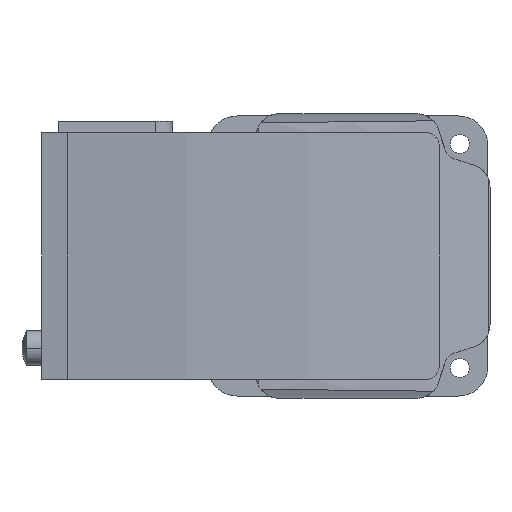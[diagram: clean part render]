
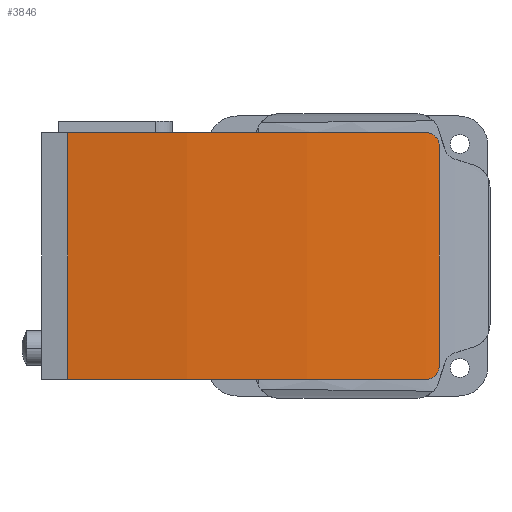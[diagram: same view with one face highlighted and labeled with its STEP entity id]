
A CAD part, left-side view. The second image highlights one B-rep face of the part: STEP entity #3846.
In plain terms, the highlighted cylindrical face has radius 300 mm (diameter 600 mm), a partial arc.
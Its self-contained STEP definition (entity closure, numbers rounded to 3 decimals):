
#3846=ADVANCED_FACE('',(#6744),#6745,.T.);
#3862=VERTEX_POINT('',#6768);
#3864=VERTEX_POINT('',#6770);
#3866=EDGE_CURVE('',#3862,#3864,#6772,.T.);
#3868=VERTEX_POINT('',#6774);
#3870=EDGE_CURVE('',#3868,#3862,#6776,.T.);
#3872=VERTEX_POINT('',#6778);
#3874=EDGE_CURVE('',#3872,#3868,#6780,.T.);
#3876=VERTEX_POINT('',#6782);
#3878=EDGE_CURVE('',#3876,#3872,#6784,.T.);
#3880=VERTEX_POINT('',#6786);
#3882=EDGE_CURVE('',#3880,#3876,#6788,.T.);
#3884=EDGE_CURVE('',#3864,#3880,#6790,.T.);
#6744=FACE_OUTER_BOUND('',#10847,.T.);
#6745=CYLINDRICAL_SURFACE('',#10848,300.0);
#6768=CARTESIAN_POINT('',(-4.808,-25.6,28.6));
#6770=CARTESIAN_POINT('',(-4.388,-28.6,25.6));
#6772=B_SPLINE_CURVE_WITH_KNOTS('',3,(#10876,#10877,#10878,#10879,#10880,#10881,#10882,#10883,#10884,#10885,#10886,#10887,#10888,#10889,#10890,#10891,#10892,#10893),.UNSPECIFIED.,.F.,.F.,(4,2,2,2,2,2,2,2,4),(4.539,5.11,5.681,6.252,6.822,7.387,7.952,8.517,9.082),.UNSPECIFIED.);
#6774=CARTESIAN_POINT('',(-4.388,57.6,28.6));
#6776=CIRCLE('',#10898,300.0);
#6778=CARTESIAN_POINT('',(-4.388,57.6,-28.6));
#6780=LINE('',#10903,#10904);
#6782=CARTESIAN_POINT('',(-4.808,-25.6,-28.6));
#6784=CIRCLE('',#10909,300.0);
#6786=CARTESIAN_POINT('',(-4.388,-28.6,-25.6));
#6788=B_SPLINE_CURVE_WITH_KNOTS('',3,(#10914,#10915,#10916,#10917,#10918,#10919,#10920,#10921,#10922,#10923,#10924,#10925,#10926,#10927,#10928,#10929,#10930,#10931),.UNSPECIFIED.,.F.,.F.,(4,2,2,2,2,2,2,2,4),(9.082,9.648,10.214,10.78,11.346,11.916,12.485,13.054,13.624),.UNSPECIFIED.);
#6790=LINE('',#10934,#10935);
#10847=EDGE_LOOP('',(#14232,#14233,#14234,#14235,#14236,#14237));
#10848=AXIS2_PLACEMENT_3D('',#14238,#14239,#14240);
#10876=CARTESIAN_POINT('',(-4.808,-25.6,28.6));
#10877=CARTESIAN_POINT('',(-4.782,-25.789,28.6));
#10878=CARTESIAN_POINT('',(-4.756,-25.984,28.582));
#10879=CARTESIAN_POINT('',(-4.703,-26.372,28.506));
#10880=CARTESIAN_POINT('',(-4.676,-26.565,28.448));
#10881=CARTESIAN_POINT('',(-4.625,-26.935,28.294));
#10882=CARTESIAN_POINT('',(-4.6,-27.112,28.198));
#10883=CARTESIAN_POINT('',(-4.554,-27.441,27.977));
#10884=CARTESIAN_POINT('',(-4.532,-27.592,27.851));
#10885=CARTESIAN_POINT('',(-4.495,-27.858,27.585));
#10886=CARTESIAN_POINT('',(-4.477,-27.982,27.435));
#10887=CARTESIAN_POINT('',(-4.446,-28.201,27.108));
#10888=CARTESIAN_POINT('',(-4.432,-28.296,26.931));
#10889=CARTESIAN_POINT('',(-4.41,-28.448,26.562));
#10890=CARTESIAN_POINT('',(-4.401,-28.506,26.37));
#10891=CARTESIAN_POINT('',(-4.39,-28.582,25.983));
#10892=CARTESIAN_POINT('',(-4.388,-28.6,25.788));
#10893=CARTESIAN_POINT('',(-4.388,-28.6,25.6));
#10898=AXIS2_PLACEMENT_3D('',#14299,#14300,#14301);
#10903=CARTESIAN_POINT('',(-4.388,57.6,0.0));
#10904=VECTOR('',#14302,1.0);
#10909=AXIS2_PLACEMENT_3D('',#14303,#14304,#14305);
#10914=CARTESIAN_POINT('',(-4.388,-28.6,-25.6));
#10915=CARTESIAN_POINT('',(-4.388,-28.6,-25.789));
#10916=CARTESIAN_POINT('',(-4.39,-28.582,-25.984));
#10917=CARTESIAN_POINT('',(-4.402,-28.506,-26.372));
#10918=CARTESIAN_POINT('',(-4.41,-28.448,-26.565));
#10919=CARTESIAN_POINT('',(-4.432,-28.294,-26.934));
#10920=CARTESIAN_POINT('',(-4.446,-28.199,-27.111));
#10921=CARTESIAN_POINT('',(-4.477,-27.979,-27.438));
#10922=CARTESIAN_POINT('',(-4.495,-27.854,-27.589));
#10923=CARTESIAN_POINT('',(-4.533,-27.588,-27.855));
#10924=CARTESIAN_POINT('',(-4.554,-27.437,-27.98));
#10925=CARTESIAN_POINT('',(-4.601,-27.109,-28.2));
#10926=CARTESIAN_POINT('',(-4.625,-26.932,-28.296));
#10927=CARTESIAN_POINT('',(-4.677,-26.562,-28.449));
#10928=CARTESIAN_POINT('',(-4.703,-26.37,-28.506));
#10929=CARTESIAN_POINT('',(-4.756,-25.983,-28.582));
#10930=CARTESIAN_POINT('',(-4.783,-25.788,-28.6));
#10931=CARTESIAN_POINT('',(-4.808,-25.6,-28.6));
#10934=CARTESIAN_POINT('',(-4.388,-28.6,0.0));
#10935=VECTOR('',#14306,1.0);
#14232=ORIENTED_EDGE('',*,*,#3866,.F.);
#14233=ORIENTED_EDGE('',*,*,#3870,.F.);
#14234=ORIENTED_EDGE('',*,*,#3874,.F.);
#14235=ORIENTED_EDGE('',*,*,#3878,.F.);
#14236=ORIENTED_EDGE('',*,*,#3882,.F.);
#14237=ORIENTED_EDGE('',*,*,#3884,.F.);
#14238=CARTESIAN_POINT('',(292.5,14.5,28.6));
#14239=DIRECTION('',(0.0,-0.0,-1.0));
#14240=DIRECTION('',(-0.99,-0.144,0.0));
#14299=CARTESIAN_POINT('',(292.5,14.5,28.6));
#14300=DIRECTION('',(0.0,0.0,1.0));
#14301=DIRECTION('',(-0.99,-0.144,0.0));
#14302=DIRECTION('',(0.0,0.0,1.0));
#14303=CARTESIAN_POINT('',(292.5,14.5,-28.6));
#14304=DIRECTION('',(-0.0,0.0,-1.0));
#14305=DIRECTION('',(-0.99,-0.144,0.0));
#14306=DIRECTION('',(0.0,0.0,-1.0));
